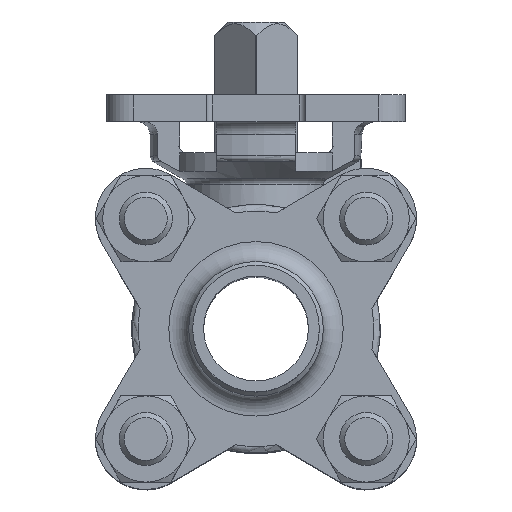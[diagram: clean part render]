
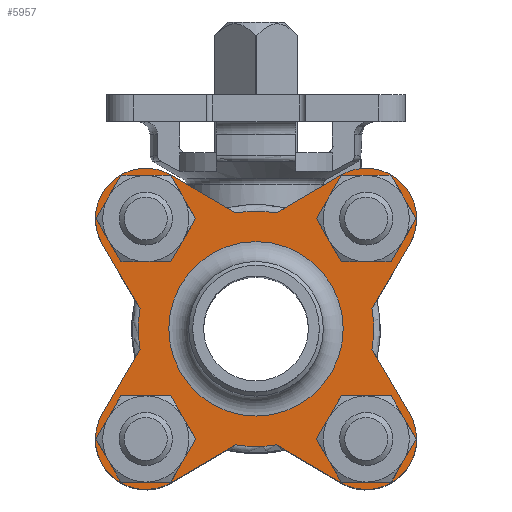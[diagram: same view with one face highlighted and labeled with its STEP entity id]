
A CAD part, top view. The second image highlights one B-rep face of the part: STEP entity #5957.
In plain terms, the highlighted planar face has unit normal (0, 0, 1).
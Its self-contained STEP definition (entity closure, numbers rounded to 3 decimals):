
#137=LINE('',#10214,#406);
#138=LINE('',#10218,#407);
#139=LINE('',#10219,#408);
#140=LINE('',#10223,#409);
#141=LINE('',#10224,#410);
#142=LINE('',#10228,#411);
#143=LINE('',#10229,#412);
#144=LINE('',#10233,#413);
#406=VECTOR('',#7686,1000.);
#407=VECTOR('',#7689,1000.);
#408=VECTOR('',#7690,1000.);
#409=VECTOR('',#7693,1000.);
#410=VECTOR('',#7694,1000.);
#411=VECTOR('',#7697,1000.);
#412=VECTOR('',#7698,1000.);
#413=VECTOR('',#7701,1000.);
#568=PLANE('',#6539);
#920=CIRCLE('',#6394,17.75);
#923=CIRCLE('',#6398,17.75);
#925=CIRCLE('',#6401,17.75);
#1016=CIRCLE('',#6540,6.);
#1017=CIRCLE('',#6541,6.);
#1018=CIRCLE('',#6542,6.);
#1019=CIRCLE('',#6543,6.);
#1020=CIRCLE('',#6544,17.75);
#1021=CIRCLE('',#6545,7.6);
#1022=CIRCLE('',#6546,7.6);
#1023=CIRCLE('',#6547,7.6);
#1024=CIRCLE('',#6548,7.6);
#1025=CIRCLE('',#6549,13.15);
#1725=ORIENTED_EDGE('',*,*,#3442,.F.);
#1726=ORIENTED_EDGE('',*,*,#3443,.F.);
#1727=ORIENTED_EDGE('',*,*,#3444,.F.);
#1728=ORIENTED_EDGE('',*,*,#3445,.F.);
#1729=ORIENTED_EDGE('',*,*,#3446,.F.);
#1730=ORIENTED_EDGE('',*,*,#3447,.T.);
#1731=ORIENTED_EDGE('',*,*,#3448,.T.);
#1732=ORIENTED_EDGE('',*,*,#3449,.T.);
#1733=ORIENTED_EDGE('',*,*,#3190,.F.);
#1734=ORIENTED_EDGE('',*,*,#3450,.T.);
#1735=ORIENTED_EDGE('',*,*,#3451,.T.);
#1736=ORIENTED_EDGE('',*,*,#3452,.T.);
#1737=ORIENTED_EDGE('',*,*,#3196,.F.);
#1738=ORIENTED_EDGE('',*,*,#3453,.T.);
#1739=ORIENTED_EDGE('',*,*,#3454,.T.);
#1740=ORIENTED_EDGE('',*,*,#3455,.T.);
#1741=ORIENTED_EDGE('',*,*,#3200,.F.);
#1742=ORIENTED_EDGE('',*,*,#3456,.T.);
#1743=ORIENTED_EDGE('',*,*,#3457,.T.);
#1744=ORIENTED_EDGE('',*,*,#3458,.T.);
#1745=ORIENTED_EDGE('',*,*,#3459,.T.);
#3190=EDGE_CURVE('',#4041,#4043,#920,.T.);
#3196=EDGE_CURVE('',#4048,#4046,#923,.T.);
#3200=EDGE_CURVE('',#4052,#4050,#925,.T.);
#3442=EDGE_CURVE('',#4229,#4229,#1016,.T.);
#3443=EDGE_CURVE('',#4230,#4230,#1017,.T.);
#3444=EDGE_CURVE('',#4231,#4231,#1018,.T.);
#3445=EDGE_CURVE('',#4232,#4232,#1019,.T.);
#3446=EDGE_CURVE('',#4233,#4234,#1020,.T.);
#3447=EDGE_CURVE('',#4233,#4235,#137,.T.);
#3448=EDGE_CURVE('',#4235,#4236,#1021,.T.);
#3449=EDGE_CURVE('',#4236,#4043,#138,.T.);
#3450=EDGE_CURVE('',#4041,#4237,#139,.T.);
#3451=EDGE_CURVE('',#4237,#4238,#1022,.T.);
#3452=EDGE_CURVE('',#4238,#4046,#140,.T.);
#3453=EDGE_CURVE('',#4048,#4239,#141,.T.);
#3454=EDGE_CURVE('',#4239,#4240,#1023,.T.);
#3455=EDGE_CURVE('',#4240,#4050,#142,.T.);
#3456=EDGE_CURVE('',#4052,#4241,#143,.T.);
#3457=EDGE_CURVE('',#4241,#4242,#1024,.T.);
#3458=EDGE_CURVE('',#4242,#4234,#144,.T.);
#3459=EDGE_CURVE('',#4243,#4243,#1025,.T.);
#4041=VERTEX_POINT('',#9462);
#4043=VERTEX_POINT('',#9465);
#4046=VERTEX_POINT('',#9480);
#4048=VERTEX_POINT('',#9488);
#4050=VERTEX_POINT('',#9497);
#4052=VERTEX_POINT('',#9505);
#4229=VERTEX_POINT('',#10204);
#4230=VERTEX_POINT('',#10206);
#4231=VERTEX_POINT('',#10208);
#4232=VERTEX_POINT('',#10210);
#4233=VERTEX_POINT('',#10212);
#4234=VERTEX_POINT('',#10213);
#4235=VERTEX_POINT('',#10215);
#4236=VERTEX_POINT('',#10217);
#4237=VERTEX_POINT('',#10220);
#4238=VERTEX_POINT('',#10222);
#4239=VERTEX_POINT('',#10225);
#4240=VERTEX_POINT('',#10227);
#4241=VERTEX_POINT('',#10230);
#4242=VERTEX_POINT('',#10232);
#4243=VERTEX_POINT('',#10235);
#4879=EDGE_LOOP('',(#1725));
#4880=EDGE_LOOP('',(#1726));
#4881=EDGE_LOOP('',(#1727));
#4882=EDGE_LOOP('',(#1728));
#4883=EDGE_LOOP('',(#1729,#1730,#1731,#1732,#1733,#1734,#1735,#1736,#1737,
#1738,#1739,#1740,#1741,#1742,#1743,#1744));
#4884=EDGE_LOOP('',(#1745));
#5372=FACE_BOUND('',#4879,.T.);
#5373=FACE_BOUND('',#4880,.T.);
#5374=FACE_BOUND('',#4881,.T.);
#5375=FACE_BOUND('',#4882,.T.);
#5376=FACE_BOUND('',#4883,.T.);
#5377=FACE_BOUND('',#4884,.T.);
#5957=ADVANCED_FACE('',(#5372,#5373,#5374,#5375,#5376,#5377),#568,.F.);
#6394=AXIS2_PLACEMENT_3D('',#9464,#7302,#7303);
#6398=AXIS2_PLACEMENT_3D('',#9489,#7310,#7311);
#6401=AXIS2_PLACEMENT_3D('',#9506,#7316,#7317);
#6539=AXIS2_PLACEMENT_3D('',#10202,#7674,#7675);
#6540=AXIS2_PLACEMENT_3D('',#10203,#7676,#7677);
#6541=AXIS2_PLACEMENT_3D('',#10205,#7678,#7679);
#6542=AXIS2_PLACEMENT_3D('',#10207,#7680,#7681);
#6543=AXIS2_PLACEMENT_3D('',#10209,#7682,#7683);
#6544=AXIS2_PLACEMENT_3D('',#10211,#7684,#7685);
#6545=AXIS2_PLACEMENT_3D('',#10216,#7687,#7688);
#6546=AXIS2_PLACEMENT_3D('',#10221,#7691,#7692);
#6547=AXIS2_PLACEMENT_3D('',#10226,#7695,#7696);
#6548=AXIS2_PLACEMENT_3D('',#10231,#7699,#7700);
#6549=AXIS2_PLACEMENT_3D('',#10234,#7702,#7703);
#7302=DIRECTION('',(0.,0.,-1.));
#7303=DIRECTION('',(-1.,0.,0.));
#7310=DIRECTION('',(0.,0.,-1.));
#7311=DIRECTION('',(-1.,0.,0.));
#7316=DIRECTION('',(0.,0.,-1.));
#7317=DIRECTION('',(-1.,0.,0.));
#7674=DIRECTION('',(0.,0.,-1.));
#7675=DIRECTION('',(-1.,0.,0.));
#7676=DIRECTION('',(0.,0.,1.));
#7677=DIRECTION('',(1.,0.,0.));
#7678=DIRECTION('',(0.,0.,1.));
#7679=DIRECTION('',(1.,0.,0.));
#7680=DIRECTION('',(0.,0.,1.));
#7681=DIRECTION('',(1.,0.,0.));
#7682=DIRECTION('',(0.,0.,1.));
#7683=DIRECTION('',(1.,0.,0.));
#7684=DIRECTION('',(0.,0.,-1.));
#7685=DIRECTION('',(-1.,0.,0.));
#7686=DIRECTION('',(-0.862,0.508,0.));
#7687=DIRECTION('',(0.,0.,1.));
#7688=DIRECTION('',(1.,0.,0.));
#7689=DIRECTION('',(0.508,-0.862,0.));
#7690=DIRECTION('',(-0.508,-0.862,0.));
#7691=DIRECTION('',(0.,0.,1.));
#7692=DIRECTION('',(1.,0.,0.));
#7693=DIRECTION('',(0.862,0.508,0.));
#7694=DIRECTION('',(0.862,-0.508,0.));
#7695=DIRECTION('',(0.,0.,1.));
#7696=DIRECTION('',(1.,0.,0.));
#7697=DIRECTION('',(-0.508,0.862,0.));
#7698=DIRECTION('',(0.508,0.862,0.));
#7699=DIRECTION('',(0.,0.,1.));
#7700=DIRECTION('',(1.,0.,0.));
#7701=DIRECTION('',(-0.862,-0.508,0.));
#7702=DIRECTION('',(0.,0.,-1.));
#7703=DIRECTION('',(-1.,0.,0.));
#9462=CARTESIAN_POINT('',(-17.477,-3.102,24.));
#9464=CARTESIAN_POINT('',(0.,0.,24.));
#9465=CARTESIAN_POINT('',(-17.477,3.102,24.));
#9480=CARTESIAN_POINT('',(-3.102,-17.477,24.));
#9488=CARTESIAN_POINT('',(3.102,-17.477,24.));
#9489=CARTESIAN_POINT('',(0.,0.,24.));
#9497=CARTESIAN_POINT('',(17.477,-3.102,24.));
#9505=CARTESIAN_POINT('',(17.477,3.102,24.));
#9506=CARTESIAN_POINT('',(0.,0.,24.));
#10202=CARTESIAN_POINT('',(0.,0.,24.));
#10203=CARTESIAN_POINT('',(16.617,-16.617,24.));
#10204=CARTESIAN_POINT('',(22.617,-16.617,24.));
#10205=CARTESIAN_POINT('',(-16.617,-16.617,24.));
#10206=CARTESIAN_POINT('',(-10.617,-16.617,24.));
#10207=CARTESIAN_POINT('',(-16.617,16.617,24.));
#10208=CARTESIAN_POINT('',(-10.617,16.617,24.));
#10209=CARTESIAN_POINT('',(16.617,16.617,24.));
#10210=CARTESIAN_POINT('',(22.617,16.617,24.));
#10211=CARTESIAN_POINT('',(0.,0.,24.));
#10212=CARTESIAN_POINT('',(-3.102,17.477,24.));
#10213=CARTESIAN_POINT('',(3.102,17.477,24.));
#10214=CARTESIAN_POINT('',(0.,15.649,24.));
#10215=CARTESIAN_POINT('',(-12.76,23.165,24.));
#10216=CARTESIAN_POINT('',(-16.617,16.617,24.));
#10217=CARTESIAN_POINT('',(-23.165,12.76,24.));
#10218=CARTESIAN_POINT('',(-23.165,12.76,24.));
#10219=CARTESIAN_POINT('',(-15.649,0.,24.));
#10220=CARTESIAN_POINT('',(-23.165,-12.76,24.));
#10221=CARTESIAN_POINT('',(-16.617,-16.617,24.));
#10222=CARTESIAN_POINT('',(-12.76,-23.165,24.));
#10223=CARTESIAN_POINT('',(-12.76,-23.165,24.));
#10224=CARTESIAN_POINT('',(0.,-15.649,24.));
#10225=CARTESIAN_POINT('',(12.76,-23.165,24.));
#10226=CARTESIAN_POINT('',(16.617,-16.617,24.));
#10227=CARTESIAN_POINT('',(23.165,-12.76,24.));
#10228=CARTESIAN_POINT('',(23.165,-12.76,24.));
#10229=CARTESIAN_POINT('',(15.649,0.,24.));
#10230=CARTESIAN_POINT('',(23.165,12.76,24.));
#10231=CARTESIAN_POINT('',(16.617,16.617,24.));
#10232=CARTESIAN_POINT('',(12.76,23.165,24.));
#10233=CARTESIAN_POINT('',(12.76,23.165,24.));
#10234=CARTESIAN_POINT('',(0.,0.,24.));
#10235=CARTESIAN_POINT('',(-13.15,0.,24.));
